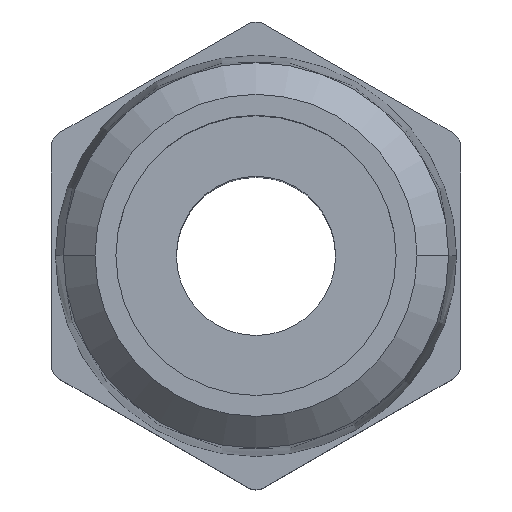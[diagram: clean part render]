
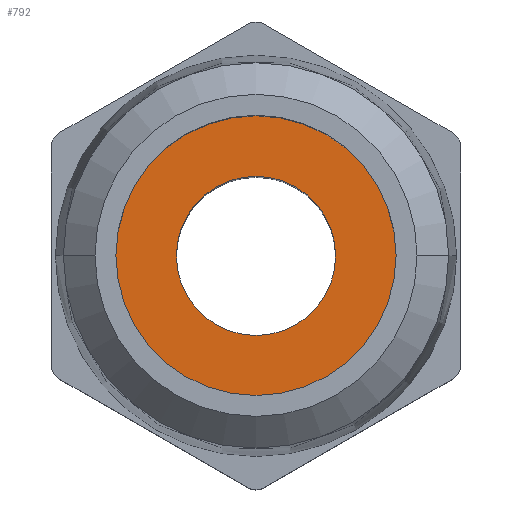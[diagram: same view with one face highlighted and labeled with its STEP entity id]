
A CAD part, top view. The second image highlights one B-rep face of the part: STEP entity #792.
In plain terms, the highlighted planar face has unit normal (0, 0, 1).
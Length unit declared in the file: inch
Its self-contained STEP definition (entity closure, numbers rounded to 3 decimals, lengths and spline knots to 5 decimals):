
#15 = CIRCLE ( 'NONE', #820, 0.235 ) ;
#47 = ORIENTED_EDGE ( 'NONE', *, *, #599, .F. ) ;
#97 = DIRECTION ( 'NONE',  ( 0., 0., -1. ) ) ;
#211 = FACE_OUTER_BOUND ( 'NONE', #1144, .T. ) ;
#243 = DIRECTION ( 'NONE',  ( 0., 0., 1. ) ) ;
#253 = CIRCLE ( 'NONE', #1097, 0.235 ) ;
#344 = CARTESIAN_POINT ( 'NONE',  ( 0.1335, 0., 0.11 ) ) ;
#356 = EDGE_CURVE ( 'NONE', #900, #860, #253, .T. ) ;
#383 = CIRCLE ( 'NONE', #422, 0.1335 ) ;
#397 = CARTESIAN_POINT ( 'NONE',  ( 0., 0., 0.11 ) ) ;
#403 = ORIENTED_EDGE ( 'NONE', *, *, #434, .F. ) ;
#408 = EDGE_CURVE ( 'NONE', #946, #916, #928, .T. ) ;
#418 = CARTESIAN_POINT ( 'NONE',  ( 0., 0., 0.11 ) ) ;
#422 = AXIS2_PLACEMENT_3D ( 'NONE', #1075, #526, #1160 ) ;
#434 = EDGE_CURVE ( 'NONE', #916, #946, #383, .T. ) ;
#484 = PLANE ( 'NONE',  #720 ) ;
#510 = DIRECTION ( 'NONE',  ( 1., 0., 0. ) ) ;
#526 = DIRECTION ( 'NONE',  ( 0., 0., 1. ) ) ;
#584 = DIRECTION ( 'NONE',  ( 1., 0., 0. ) ) ;
#599 = EDGE_CURVE ( 'NONE', #860, #900, #15, .T. ) ;
#641 = CARTESIAN_POINT ( 'NONE',  ( 0., 0., 0.11 ) ) ;
#711 = CARTESIAN_POINT ( 'NONE',  ( -0.1335, 0., 0.11 ) ) ;
#720 = AXIS2_PLACEMENT_3D ( 'NONE', #397, #1126, #584 ) ;
#737 = DIRECTION ( 'NONE',  ( 1., 0., 0. ) ) ;
#750 = ORIENTED_EDGE ( 'NONE', *, *, #408, .F. ) ;
#791 = CARTESIAN_POINT ( 'NONE',  ( 0., 0., 0.11 ) ) ;
#792 = ADVANCED_FACE ( 'NONE', ( #968, #211 ), #484, .T. ) ;
#793 = AXIS2_PLACEMENT_3D ( 'NONE', #791, #243, #885 ) ;
#820 = AXIS2_PLACEMENT_3D ( 'NONE', #641, #97, #737 ) ;
#860 = VERTEX_POINT ( 'NONE', #1134 ) ;
#885 = DIRECTION ( 'NONE',  ( 1., 0., 0. ) ) ;
#891 = EDGE_LOOP ( 'NONE', ( #403, #750 ) ) ;
#892 = CARTESIAN_POINT ( 'NONE',  ( 0.235, 0., 0.11 ) ) ;
#900 = VERTEX_POINT ( 'NONE', #892 ) ;
#916 = VERTEX_POINT ( 'NONE', #344 ) ;
#928 = CIRCLE ( 'NONE', #793, 0.1335 ) ;
#946 = VERTEX_POINT ( 'NONE', #711 ) ;
#968 = FACE_BOUND ( 'NONE', #891, .T. ) ;
#1008 = ORIENTED_EDGE ( 'NONE', *, *, #356, .F. ) ;
#1059 = DIRECTION ( 'NONE',  ( 0., 0., -1. ) ) ;
#1075 = CARTESIAN_POINT ( 'NONE',  ( 0., 0., 0.11 ) ) ;
#1097 = AXIS2_PLACEMENT_3D ( 'NONE', #418, #1059, #510 ) ;
#1126 = DIRECTION ( 'NONE',  ( 0., 0., 1. ) ) ;
#1134 = CARTESIAN_POINT ( 'NONE',  ( -0.235, 0., 0.11 ) ) ;
#1144 = EDGE_LOOP ( 'NONE', ( #1008, #47 ) ) ;
#1160 = DIRECTION ( 'NONE',  ( 1., 0., 0. ) ) ;
